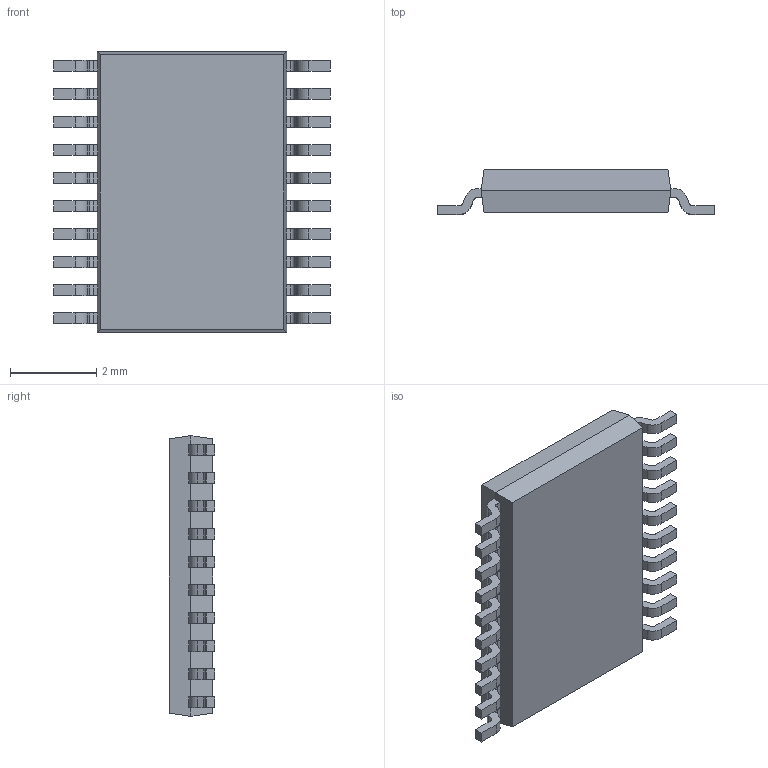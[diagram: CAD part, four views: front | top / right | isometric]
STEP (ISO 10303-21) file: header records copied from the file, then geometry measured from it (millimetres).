
FILE_DESCRIPTION (( 'STEP AP214' ), '1' );
FILE_NAME ('TSSOP20.STEP', '2021-05-28T02:04:53', ( 'Lukyanov A' ), ( '' ), 'SwSTEP 2.0', 'SolidWorks 2015', '' );
FILE_SCHEMA (( 'AUTOMOTIVE_DESIGN' ));
Length unit declared in the file: millimetre
Products named in the file (1): TSSOP20
Bounding box: 6.4 x 1.05 x 6.5 mm (x, y, z)
Volume: 29 mm3; surface area: 98.8 mm2
Topology: 1 solids, 1 shells, 417 faces, 1208 edges, 804 vertices
Faces by surface type: plane 239, bspline 96, cylinder 82
Entity records: 19448 total; most frequent: CARTESIAN_POINT 6062, ORIENTED_EDGE 2416, DIRECTION 1824, EDGE_CURVE 1208, LINE 852, VECTOR 852, VERTEX_POINT 804, AXIS2_PLACEMENT_3D 486
